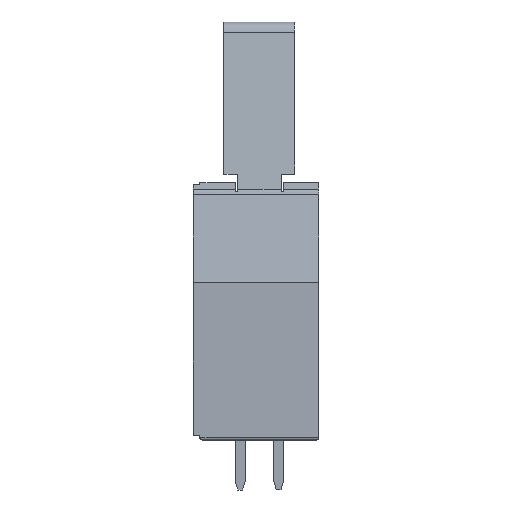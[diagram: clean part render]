
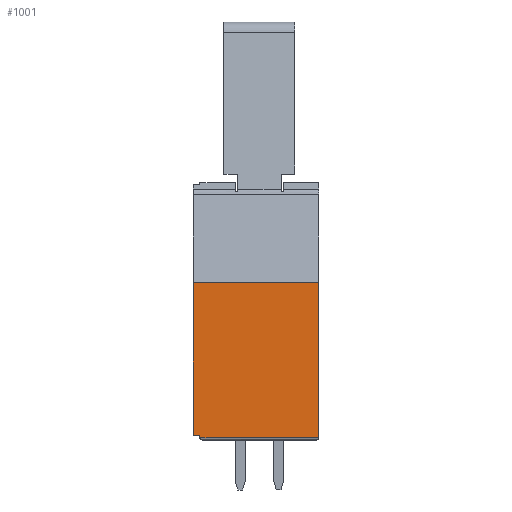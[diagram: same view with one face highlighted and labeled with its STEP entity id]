
A CAD part, left-side view. The second image highlights one B-rep face of the part: STEP entity #1001.
In plain terms, the highlighted planar face has unit normal (-1, 0, 0).
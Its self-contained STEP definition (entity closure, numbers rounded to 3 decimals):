
#1001=ADVANCED_FACE('',(#2022),#2023,.T.);
#2022=FACE_OUTER_BOUND('',#3038,.T.);
#2023=PLANE('',#3039);
#3038=EDGE_LOOP('',(#6152,#6153,#6154,#6155,#6156,#6157));
#3039=AXIS2_PLACEMENT_3D('',#6158,#6159,#6160);
#6152=ORIENTED_EDGE('',*,*,#7321,.F.);
#6153=ORIENTED_EDGE('',*,*,#7310,.T.);
#6154=ORIENTED_EDGE('',*,*,#6865,.T.);
#6155=ORIENTED_EDGE('',*,*,#7411,.F.);
#6156=ORIENTED_EDGE('',*,*,#7437,.F.);
#6157=ORIENTED_EDGE('',*,*,#7035,.F.);
#6158=CARTESIAN_POINT('',(-15.95,4.15,0.0));
#6159=DIRECTION('',(-1.0,0.0,0.0));
#6160=DIRECTION('',(0.0,-1.0,0.0));
#6865=EDGE_CURVE('',#8388,#8441,#8443,.T.);
#7035=EDGE_CURVE('',#8742,#8744,#8745,.T.);
#7310=EDGE_CURVE('',#8731,#8388,#9152,.T.);
#7321=EDGE_CURVE('',#8731,#8742,#9164,.T.);
#7411=EDGE_CURVE('',#9258,#8441,#9260,.T.);
#7437=EDGE_CURVE('',#8744,#9258,#9287,.T.);
#8388=VERTEX_POINT('',#10682);
#8441=VERTEX_POINT('',#10759);
#8443=LINE('',#10762,#10763);
#8731=VERTEX_POINT('',#11149);
#8742=VERTEX_POINT('',#11163);
#8744=VERTEX_POINT('',#11166);
#8745=LINE('',#11167,#11168);
#9152=LINE('',#11731,#11732);
#9164=LINE('',#11750,#11751);
#9258=VERTEX_POINT('',#11892);
#9260=LINE('',#11895,#11896);
#9287=LINE('',#11932,#11933);
#10682=CARTESIAN_POINT('',(-15.95,0.0,0.15));
#10759=CARTESIAN_POINT('',(-15.95,0.0,10.4));
#10762=CARTESIAN_POINT('',(-15.95,0.,0.0));
#10763=VECTOR('',#12472,1.0);
#11149=CARTESIAN_POINT('',(-15.95,7.85,0.15));
#11163=CARTESIAN_POINT('',(-15.95,7.85,0.3));
#11166=CARTESIAN_POINT('',(-15.95,8.3,0.3));
#11167=CARTESIAN_POINT('',(-15.95,6.112,0.3));
#11168=VECTOR('',#12716,1.0);
#11731=CARTESIAN_POINT('',(-15.95,4.15,0.15));
#11732=VECTOR('',#13017,1.0);
#11750=CARTESIAN_POINT('',(-15.95,7.85,0.112));
#11751=VECTOR('',#13024,1.0);
#11892=CARTESIAN_POINT('',(-15.95,8.3,10.4));
#11895=CARTESIAN_POINT('',(-15.95,6.225,10.4));
#11896=VECTOR('',#13073,1.0);
#11932=CARTESIAN_POINT('',(-15.95,8.3,0.0));
#11933=VECTOR('',#13089,1.0);
#12472=DIRECTION('',(0.0,0.0,1.0));
#12716=DIRECTION('',(0.0,1.0,0.));
#13017=DIRECTION('',(0.0,-1.0,0.));
#13024=DIRECTION('',(0.0,0.,1.0));
#13073=DIRECTION('',(0.0,-1.0,0.));
#13089=DIRECTION('',(0.0,0.0,1.0));
